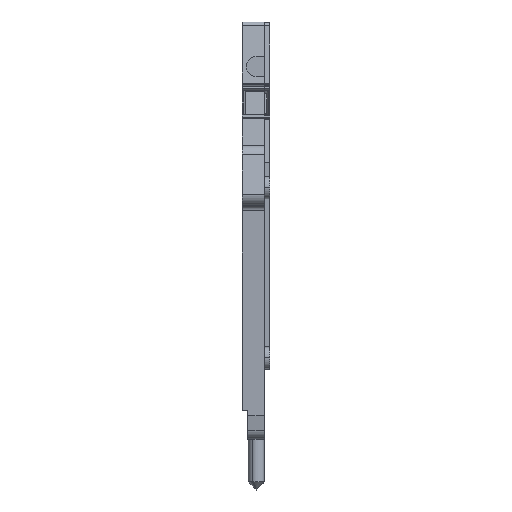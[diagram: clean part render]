
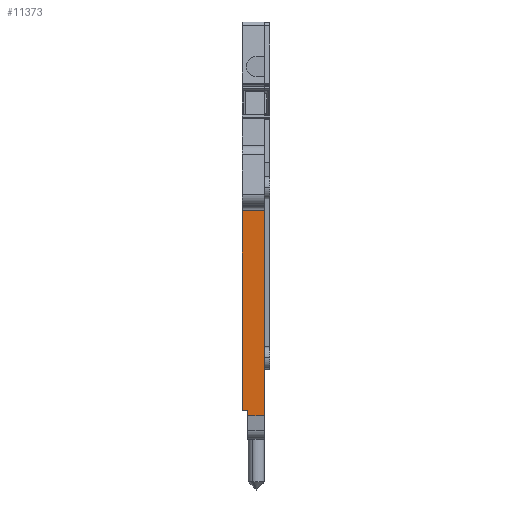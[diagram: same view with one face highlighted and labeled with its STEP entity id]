
A CAD part, front view. The second image highlights one B-rep face of the part: STEP entity #11373.
In plain terms, the highlighted planar face has unit normal (0, -0.998, -0.058).
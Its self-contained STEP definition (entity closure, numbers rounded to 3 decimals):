
#11344=AXIS2_PLACEMENT_3D('Plane Axis2P3D',#11341,#11342,#11343) ;
#5193=CARTESIAN_POINT('Vertex',(4.,2.773,50.066)) ;
#5196=CARTESIAN_POINT('Line Origine',(4.,3.834,31.68)) ;
#5200=CARTESIAN_POINT('Vertex',(4.,4.895,13.294)) ;
#9444=CARTESIAN_POINT('Vertex',(0.,2.773,50.066)) ;
#9447=CARTESIAN_POINT('Line Origine',(2.55,2.773,50.066)) ;
#11326=CARTESIAN_POINT('Vertex',(1.,4.895,13.294)) ;
#11329=CARTESIAN_POINT('Line Origine',(2.5,4.895,13.294)) ;
#11341=CARTESIAN_POINT('Axis2P3D Location',(0.,2.773,50.066)) ;
#11346=CARTESIAN_POINT('Line Origine',(0.,3.806,32.173)) ;
#11350=CARTESIAN_POINT('Vertex',(0.,4.838,14.28)) ;
#11353=CARTESIAN_POINT('Line Origine',(0.5,4.838,14.28)) ;
#11357=CARTESIAN_POINT('Vertex',(1.,4.838,14.28)) ;
#11360=CARTESIAN_POINT('Line Origine',(1.,4.866,13.787)) ;
#5197=DIRECTION('Vector Direction',(0.,0.058,-0.998)) ;
#9448=DIRECTION('Vector Direction',(1.,0.,0.)) ;
#11330=DIRECTION('Vector Direction',(1.,0.,0.)) ;
#11342=DIRECTION('Axis2P3D Direction',(0.,-0.998,-0.058)) ;
#11343=DIRECTION('Axis2P3D XDirection',(0.,0.058,-0.998)) ;
#11347=DIRECTION('Vector Direction',(0.,0.058,-0.998)) ;
#11354=DIRECTION('Vector Direction',(1.,0.,0.)) ;
#11361=DIRECTION('Vector Direction',(0.,-0.058,0.998)) ;
#5198=VECTOR('Line Direction',#5197,1.) ;
#9449=VECTOR('Line Direction',#9448,1.) ;
#11331=VECTOR('Line Direction',#11330,1.) ;
#11348=VECTOR('Line Direction',#11347,1.) ;
#11355=VECTOR('Line Direction',#11354,1.) ;
#11362=VECTOR('Line Direction',#11361,1.) ;
#11366=ORIENTED_EDGE('',*,*,#11333,.T.) ;
#11367=ORIENTED_EDGE('',*,*,#5202,.F.) ;
#11368=ORIENTED_EDGE('',*,*,#9451,.F.) ;
#11369=ORIENTED_EDGE('',*,*,#11352,.F.) ;
#11370=ORIENTED_EDGE('',*,*,#11359,.T.) ;
#11371=ORIENTED_EDGE('',*,*,#11364,.F.) ;
#11373=ADVANCED_FACE('21830_ARGH_ZA_WTA2_2150730000\\Koerper.2',(#11372),#11345,.T.) ;
#5202=EDGE_CURVE('',#5194,#5201,#5199,.T.) ;
#9451=EDGE_CURVE('',#9445,#5194,#9450,.T.) ;
#11333=EDGE_CURVE('',#11327,#5201,#11332,.T.) ;
#11352=EDGE_CURVE('',#11351,#9445,#11349,.F.) ;
#11359=EDGE_CURVE('',#11351,#11358,#11356,.T.) ;
#11364=EDGE_CURVE('',#11327,#11358,#11363,.T.) ;
#11365=EDGE_LOOP('',(#11366,#11367,#11368,#11369,#11370,#11371)) ;
#11372=FACE_OUTER_BOUND('',#11365,.T.) ;
#5199=LINE('Line',#5196,#5198) ;
#9450=LINE('Line',#9447,#9449) ;
#11332=LINE('Line',#11329,#11331) ;
#11349=LINE('Line',#11346,#11348) ;
#11356=LINE('Line',#11353,#11355) ;
#11363=LINE('Line',#11360,#11362) ;
#11345=PLANE('',#11344) ;
#5194=VERTEX_POINT('',#5193) ;
#5201=VERTEX_POINT('',#5200) ;
#9445=VERTEX_POINT('',#9444) ;
#11327=VERTEX_POINT('',#11326) ;
#11351=VERTEX_POINT('',#11350) ;
#11358=VERTEX_POINT('',#11357) ;
